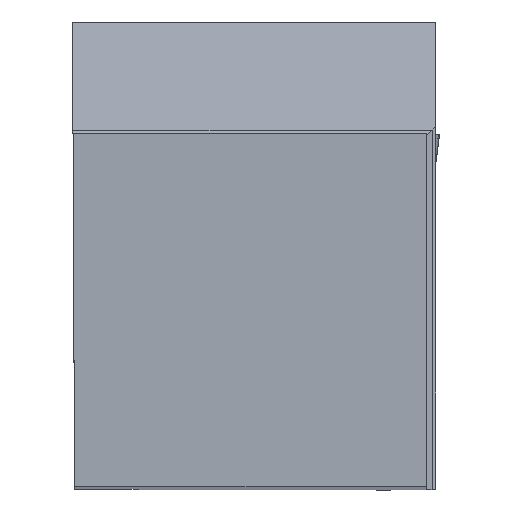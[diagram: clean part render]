
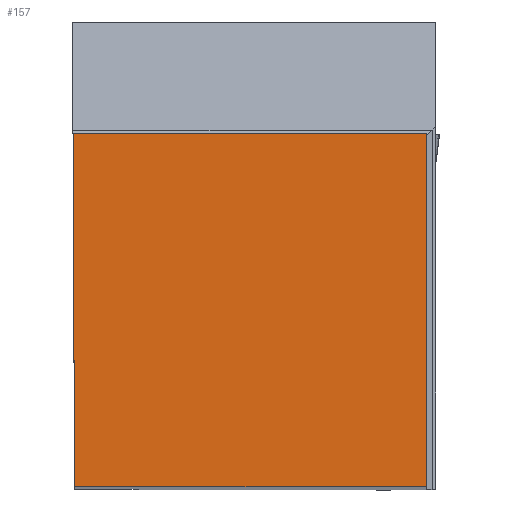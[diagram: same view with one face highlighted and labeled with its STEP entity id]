
A CAD part, top view. The second image highlights one B-rep face of the part: STEP entity #157.
In plain terms, the highlighted planar face has unit normal (0, 0, 1).
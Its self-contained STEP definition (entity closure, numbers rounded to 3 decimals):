
#157=ADVANCED_FACE('BLANK_BOXF006',(#256),#204,.F.);
#204=PLANE('',#1257);
#256=FACE_OUTER_BOUND('',#311,.T.);
#311=EDGE_LOOP('',(#560,#561,#562,#563));
#560=ORIENTED_EDGE('',*,*,#870,.T.);
#561=ORIENTED_EDGE('',*,*,#871,.T.);
#562=ORIENTED_EDGE('',*,*,#872,.T.);
#563=ORIENTED_EDGE('',*,*,#857,.T.);
#726=VERTEX_POINT('',#1966);
#727=VERTEX_POINT('',#1968);
#736=VERTEX_POINT('',#2008);
#737=VERTEX_POINT('',#2010);
#857=EDGE_CURVE('',#727,#726,#986,.T.);
#870=EDGE_CURVE('',#726,#736,#996,.T.);
#871=EDGE_CURVE('',#736,#737,#997,.T.);
#872=EDGE_CURVE('',#737,#727,#998,.T.);
#986=LINE('',#1967,#1114);
#996=LINE('',#2007,#1124);
#997=LINE('',#2009,#1125);
#998=LINE('',#2011,#1126);
#1114=VECTOR('',#1473,1.);
#1124=VECTOR('',#1493,1.);
#1125=VECTOR('',#1494,1.);
#1126=VECTOR('',#1495,1.);
#1257=AXIS2_PLACEMENT_3D('',#2012,#1496,#1497);
#1473=DIRECTION('',(1.,0.,0.));
#1493=DIRECTION('',(0.,1.,0.));
#1494=DIRECTION('',(-1.,0.,0.));
#1495=DIRECTION('',(0.004,-1.,0.));
#1496=DIRECTION('',(0.,0.,-1.));
#1497=DIRECTION('',(0.,-1.,0.));
#1966=CARTESIAN_POINT('',(31.85,0.,0.));
#1967=CARTESIAN_POINT('',(-170.35,0.,0.));
#1968=CARTESIAN_POINT('',(0.139,0.,0.));
#2007=CARTESIAN_POINT('',(31.85,-170.35,0.));
#2008=CARTESIAN_POINT('',(31.85,31.85,0.));
#2009=CARTESIAN_POINT('',(170.35,31.85,0.));
#2010=CARTESIAN_POINT('',(0.,31.85,0.));
#2011=CARTESIAN_POINT('',(-0.604,170.348,0.));
#2012=CARTESIAN_POINT('',(32.675,-5.,0.));
